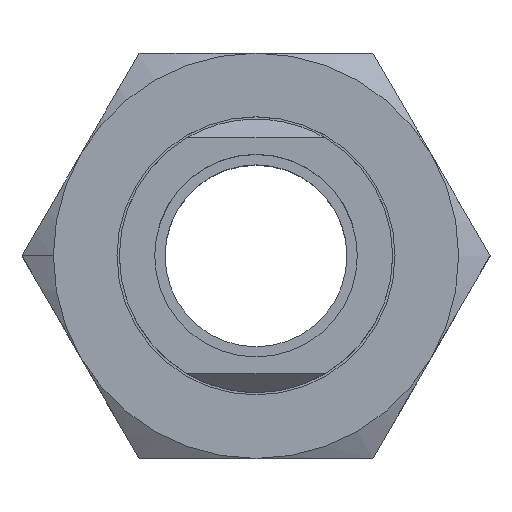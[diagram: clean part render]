
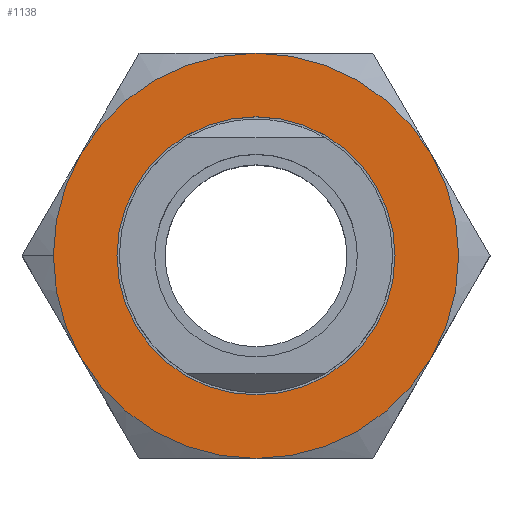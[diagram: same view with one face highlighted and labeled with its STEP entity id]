
A CAD part, top view. The second image highlights one B-rep face of the part: STEP entity #1138.
In plain terms, the highlighted planar face has unit normal (0, 0, 1).
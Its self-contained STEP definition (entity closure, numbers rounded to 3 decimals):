
#122 = DIRECTION ( 'NONE',  ( 1., 0., 0. ) ) ;
#123 = DIRECTION ( 'NONE',  ( 0., 0., 1. ) ) ;
#124 = CARTESIAN_POINT ( 'NONE',  ( 0., 0., 10. ) ) ;
#125 = AXIS2_PLACEMENT_3D ( 'NONE', #124, #123, #122 ) ;
#126 = CIRCLE ( 'NONE', #125, 21.5 ) ;
#148 = CARTESIAN_POINT ( 'NONE',  ( -18.62, -10.75, 10. ) ) ;
#154 = AXIS2_PLACEMENT_3D ( 'NONE', #214, #213, #212 ) ;
#155 = CIRCLE ( 'NONE', #154, 14.75 ) ;
#156 = CARTESIAN_POINT ( 'NONE',  ( 14.75, 0., 10. ) ) ;
#157 = CARTESIAN_POINT ( 'NONE',  ( -14.75, 0., 10. ) ) ;
#180 = CARTESIAN_POINT ( 'NONE',  ( -21.5, 0., 10. ) ) ;
#212 = DIRECTION ( 'NONE',  ( 1., 0., 0. ) ) ;
#213 = DIRECTION ( 'NONE',  ( 0., 0., 1. ) ) ;
#214 = CARTESIAN_POINT ( 'NONE',  ( 0., 0., 10. ) ) ;
#240 = DIRECTION ( 'NONE',  ( 1., 0., 0. ) ) ;
#241 = DIRECTION ( 'NONE',  ( 0., 0., 1. ) ) ;
#242 = CARTESIAN_POINT ( 'NONE',  ( 0., 0., 10. ) ) ;
#243 = AXIS2_PLACEMENT_3D ( 'NONE', #242, #241, #240 ) ;
#244 = CIRCLE ( 'NONE', #243, 21.5 ) ;
#393 = CARTESIAN_POINT ( 'NONE',  ( 0., -21.5, 10. ) ) ;
#570 = CARTESIAN_POINT ( 'NONE',  ( 18.62, -10.75, 10. ) ) ;
#591 = DIRECTION ( 'NONE',  ( 1., 0., 0. ) ) ;
#592 = DIRECTION ( 'NONE',  ( 0., 0., 1. ) ) ;
#593 = CARTESIAN_POINT ( 'NONE',  ( 0., 0., 10. ) ) ;
#594 = AXIS2_PLACEMENT_3D ( 'NONE', #593, #592, #591 ) ;
#595 = CIRCLE ( 'NONE', #594, 21.5 ) ;
#596 = DIRECTION ( 'NONE',  ( 1., 0., 0. ) ) ;
#597 = DIRECTION ( 'NONE',  ( 0., 0., 1. ) ) ;
#598 = AXIS2_PLACEMENT_3D ( 'NONE', #616, #597, #596 ) ;
#599 = CIRCLE ( 'NONE', #598, 21.5 ) ;
#616 = CARTESIAN_POINT ( 'NONE',  ( 0., 0., 10. ) ) ;
#1132 = ORIENTED_EDGE ( 'NONE', *, *, #2200, .F. ) ;
#1133 = EDGE_LOOP ( 'NONE', ( #1134, #1206, #1207, #2302, #1200, #1204, #1205 ) ) ;
#1134 = ORIENTED_EDGE ( 'NONE', *, *, #2214, .T. ) ;
#1135 = ORIENTED_EDGE ( 'NONE', *, *, #1137, .F. ) ;
#1137 = EDGE_CURVE ( 'NONE', #2199, #2196, #1658, .T. ) ;
#1138 = ADVANCED_FACE ( 'NONE', ( #1716, #1715 ), #1714, .F. ) ;
#1140 = EDGE_LOOP ( 'NONE', ( #1135, #1132 ) ) ;
#1200 = ORIENTED_EDGE ( 'NONE', *, *, #1312, .T. ) ;
#1204 = ORIENTED_EDGE ( 'NONE', *, *, #2407, .T. ) ;
#1205 = ORIENTED_EDGE ( 'NONE', *, *, #2406, .T. ) ;
#1206 = ORIENTED_EDGE ( 'NONE', *, *, #1288, .T. ) ;
#1207 = ORIENTED_EDGE ( 'NONE', *, *, #1304, .T. ) ;
#1288 = EDGE_CURVE ( 'NONE', #2151, #1313, #1925, .T. ) ;
#1304 = EDGE_CURVE ( 'NONE', #1313, #2184, #1931, .T. ) ;
#1312 = EDGE_CURVE ( 'NONE', #2166, #2298, #1958, .T. ) ;
#1313 = VERTEX_POINT ( 'NONE', #2015 ) ;
#1656 = CARTESIAN_POINT ( 'NONE',  ( 0., 0., 10. ) ) ;
#1657 = AXIS2_PLACEMENT_3D ( 'NONE', #1656, #1718, #1717 ) ;
#1658 = CIRCLE ( 'NONE', #1657, 14.75 ) ;
#1709 = DIRECTION ( 'NONE',  ( -1., 0., 0. ) ) ;
#1710 = DIRECTION ( 'NONE',  ( 0., 0., -1. ) ) ;
#1711 = AXIS2_PLACEMENT_3D ( 'NONE', #1713, #1710, #1709 ) ;
#1713 = CARTESIAN_POINT ( 'NONE',  ( 0., 21.5, 10. ) ) ;
#1714 = PLANE ( 'NONE',  #1711 ) ;
#1715 = FACE_OUTER_BOUND ( 'NONE', #1133, .T. ) ;
#1716 = FACE_BOUND ( 'NONE', #1140, .T. ) ;
#1717 = DIRECTION ( 'NONE',  ( 1., 0., 0. ) ) ;
#1718 = DIRECTION ( 'NONE',  ( 0., 0., 1. ) ) ;
#1911 = DIRECTION ( 'NONE',  ( 1., 0., 0. ) ) ;
#1912 = DIRECTION ( 'NONE',  ( 0., 0., 1. ) ) ;
#1913 = CARTESIAN_POINT ( 'NONE',  ( 0., 0., 10. ) ) ;
#1924 = AXIS2_PLACEMENT_3D ( 'NONE', #1913, #1912, #1911 ) ;
#1925 = CIRCLE ( 'NONE', #1924, 21.5 ) ;
#1928 = DIRECTION ( 'NONE',  ( 0., 0., 1. ) ) ;
#1929 = CARTESIAN_POINT ( 'NONE',  ( 0., 0., 10. ) ) ;
#1930 = AXIS2_PLACEMENT_3D ( 'NONE', #1929, #1928, #1982 ) ;
#1931 = CIRCLE ( 'NONE', #1930, 21.5 ) ;
#1958 = CIRCLE ( 'NONE', #2014, 21.5 ) ;
#1982 = DIRECTION ( 'NONE',  ( 1., 0., 0. ) ) ;
#2011 = DIRECTION ( 'NONE',  ( 1., 0., 0. ) ) ;
#2012 = DIRECTION ( 'NONE',  ( 0., 0., 1. ) ) ;
#2013 = CARTESIAN_POINT ( 'NONE',  ( 0., 0., 10. ) ) ;
#2014 = AXIS2_PLACEMENT_3D ( 'NONE', #2013, #2012, #2011 ) ;
#2015 = CARTESIAN_POINT ( 'NONE',  ( -18.62, 10.75, 10. ) ) ;
#2131 = CARTESIAN_POINT ( 'NONE',  ( 18.62, 10.75, 10. ) ) ;
#2132 = CARTESIAN_POINT ( 'NONE',  ( 0., 21.5, 10. ) ) ;
#2151 = VERTEX_POINT ( 'NONE', #2132 ) ;
#2154 = VERTEX_POINT ( 'NONE', #2131 ) ;
#2166 = VERTEX_POINT ( 'NONE', #148 ) ;
#2181 = EDGE_CURVE ( 'NONE', #2184, #2166, #126, .T. ) ;
#2184 = VERTEX_POINT ( 'NONE', #180 ) ;
#2196 = VERTEX_POINT ( 'NONE', #157 ) ;
#2199 = VERTEX_POINT ( 'NONE', #156 ) ;
#2200 = EDGE_CURVE ( 'NONE', #2196, #2199, #155, .T. ) ;
#2214 = EDGE_CURVE ( 'NONE', #2154, #2151, #244, .T. ) ;
#2298 = VERTEX_POINT ( 'NONE', #393 ) ;
#2302 = ORIENTED_EDGE ( 'NONE', *, *, #2181, .T. ) ;
#2399 = VERTEX_POINT ( 'NONE', #570 ) ;
#2406 = EDGE_CURVE ( 'NONE', #2399, #2154, #599, .T. ) ;
#2407 = EDGE_CURVE ( 'NONE', #2298, #2399, #595, .T. ) ;
